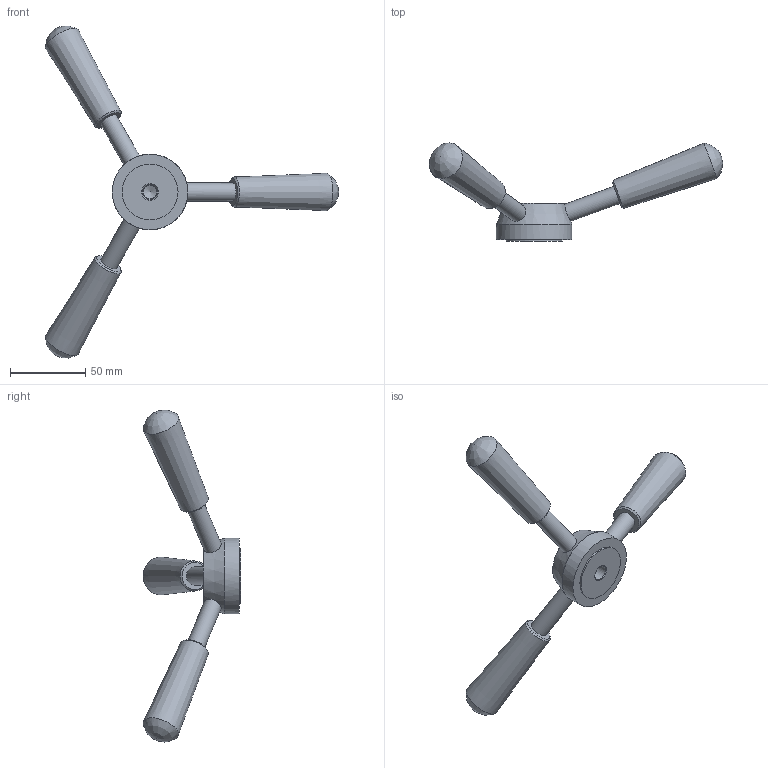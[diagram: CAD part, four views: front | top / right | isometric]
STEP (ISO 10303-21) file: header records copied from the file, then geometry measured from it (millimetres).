
FILE_DESCRIPTION(/* description */ (''),/* implementation_level */ '2;1');
FILE_NAME(/* name */ 'TRA125.dxf',/* time_stamp */ '2012-11-23T18:12:26+08:00',/* author */ (''),/* organization */ (''),/* preprocessor_version */ 'ST-DEVELOPER v9',/* originating_system */ 'UGS - NX 4.0',/* authorisation */ '');
FILE_SCHEMA (('CONFIG_CONTROL_DESIGN'));
Length unit declared in the file: millimetre
Products named in the file (1): AdmiE0CAxqw0
Bounding box: 194.54 x 64.94 x 220.1 mm (x, y, z)
Volume: 139985.8 mm3; surface area: 27736.2 mm2
Topology: 1 solids, 1 shells, 28 faces, 56 edges, 36 vertices
Faces by surface type: cone 9, plane 8, cylinder 8, bspline 3
Full cylindrical faces by diameter (mm): 9 x1, 10 x1, 11.982 x3, 37 x1, 50.137 x2
Entity records: 809 total; most frequent: CARTESIAN_POINT 270, DIRECTION 94, EDGE_LOOP 54, ORIENTED_EDGE 54, AXIS2_PLACEMENT_3D 47, FACE_BOUND 41, VERTEX_POINT 31, ADVANCED_FACE 28
